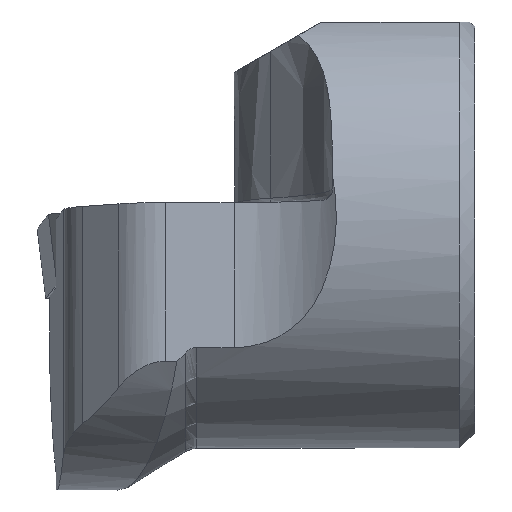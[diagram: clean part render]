
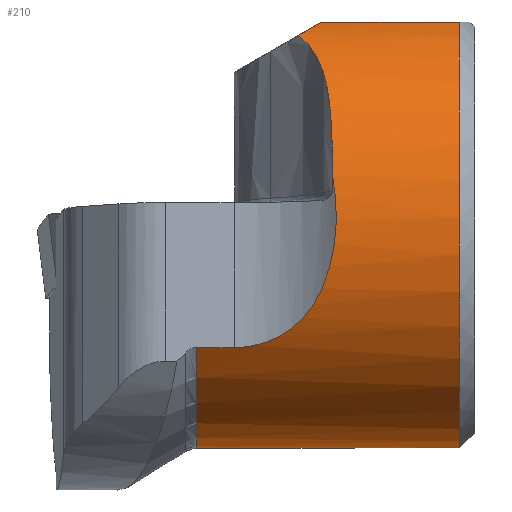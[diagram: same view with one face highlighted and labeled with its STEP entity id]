
A CAD part, front view. The second image highlights one B-rep face of the part: STEP entity #210.
In plain terms, the highlighted cylindrical face has radius 10 mm (diameter 20 mm), a partial arc.
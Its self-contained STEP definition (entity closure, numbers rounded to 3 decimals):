
#41=CYLINDRICAL_SURFACE('',#874,10.);
#58=B_SPLINE_CURVE_WITH_KNOTS('',3,(#1251,#1252,#1253,#1254,#1255,#1256),
 .UNSPECIFIED.,.F.,.F.,(4,2,4),(0.,0.5,1.),.UNSPECIFIED.);
#59=B_SPLINE_CURVE_WITH_KNOTS('',3,(#1258,#1259,#1260,#1261,#1262,#1263,
#1264,#1265),.UNSPECIFIED.,.F.,.F.,(4,2,2,4),(0.,0.5,0.75,1.),
 .UNSPECIFIED.);
#60=B_SPLINE_CURVE_WITH_KNOTS('',3,(#1266,#1267,#1268,#1269,#1270,#1271,
#1272,#1273,#1274,#1275),.UNSPECIFIED.,.F.,.F.,(4,2,2,2,4),(0.,0.25,0.5,
0.75,1.),.UNSPECIFIED.);
#61=B_SPLINE_CURVE_WITH_KNOTS('',3,(#1277,#1278,#1279,#1280,#1281,#1282),
 .UNSPECIFIED.,.F.,.F.,(4,2,4),(0.,0.5,1.),.UNSPECIFIED.);
#84=ELLIPSE('',#872,20.,10.);
#85=ELLIPSE('',#873,20.,10.);
#176=CIRCLE('',#866,10.);
#178=CIRCLE('',#871,10.);
#210=ADVANCED_FACE('',(#273),#41,.T.);
#273=FACE_OUTER_BOUND('',#312,.T.);
#312=EDGE_LOOP('',(#412,#413,#414,#415,#416,#417,#418,#419,#420,#421,#422));
#412=ORIENTED_EDGE('',*,*,#679,.T.);
#413=ORIENTED_EDGE('',*,*,#680,.T.);
#414=ORIENTED_EDGE('',*,*,#681,.T.);
#415=ORIENTED_EDGE('',*,*,#682,.T.);
#416=ORIENTED_EDGE('',*,*,#683,.T.);
#417=ORIENTED_EDGE('',*,*,#684,.T.);
#418=ORIENTED_EDGE('',*,*,#669,.T.);
#419=ORIENTED_EDGE('',*,*,#675,.T.);
#420=ORIENTED_EDGE('',*,*,#685,.T.);
#421=ORIENTED_EDGE('',*,*,#686,.F.);
#422=ORIENTED_EDGE('',*,*,#687,.T.);
#590=VERTEX_POINT('',#1200);
#591=VERTEX_POINT('',#1202);
#595=VERTEX_POINT('',#1221);
#597=VERTEX_POINT('',#1243);
#598=VERTEX_POINT('',#1244);
#599=VERTEX_POINT('',#1246);
#600=VERTEX_POINT('',#1248);
#601=VERTEX_POINT('',#1250);
#602=VERTEX_POINT('',#1257);
#603=VERTEX_POINT('',#1276);
#604=VERTEX_POINT('',#1283);
#669=EDGE_CURVE('',#591,#590,#766,.T.);
#675=EDGE_CURVE('',#590,#595,#176,.T.);
#679=EDGE_CURVE('',#597,#598,#770,.T.);
#680=EDGE_CURVE('',#598,#599,#178,.T.);
#681=EDGE_CURVE('',#599,#600,#771,.T.);
#682=EDGE_CURVE('',#600,#601,#84,.T.);
#683=EDGE_CURVE('',#601,#602,#58,.T.);
#684=EDGE_CURVE('',#602,#591,#59,.T.);
#685=EDGE_CURVE('',#595,#603,#60,.T.);
#686=EDGE_CURVE('',#604,#603,#61,.T.);
#687=EDGE_CURVE('',#604,#597,#85,.T.);
#766=LINE('',#1201,#816);
#770=LINE('',#1242,#820);
#771=LINE('',#1247,#821);
#816=VECTOR('',#983,1.);
#820=VECTOR('',#1001,1.);
#821=VECTOR('',#1004,1.);
#866=AXIS2_PLACEMENT_3D('',#1222,#991,#992);
#871=AXIS2_PLACEMENT_3D('',#1245,#1002,#1003);
#872=AXIS2_PLACEMENT_3D('',#1249,#1005,#1006);
#873=AXIS2_PLACEMENT_3D('',#1284,#1007,#1008);
#874=AXIS2_PLACEMENT_3D('',#1285,#1009,#1010);
#983=DIRECTION('',(-1.,0.,0.));
#991=DIRECTION('',(1.,0.,0.));
#992=DIRECTION('',(0.,0.,-1.));
#1001=DIRECTION('',(1.,0.,0.));
#1002=DIRECTION('',(-1.,0.,0.));
#1003=DIRECTION('',(0.,0.,1.));
#1004=DIRECTION('',(-1.,0.,0.));
#1005=DIRECTION('',(0.5,0.,-0.866));
#1006=DIRECTION('',(-0.866,0.,-0.5));
#1007=DIRECTION('',(0.5,0.,-0.866));
#1008=DIRECTION('',(-0.866,0.,-0.5));
#1009=DIRECTION('',(-1.,0.,0.));
#1010=DIRECTION('',(0.,0.,1.));
#1200=CARTESIAN_POINT('',(7.287,-8.428,-5.382));
#1201=CARTESIAN_POINT('',(0.,-8.428,-5.382));
#1202=CARTESIAN_POINT('',(9.,-8.428,-5.382));
#1221=CARTESIAN_POINT('',(7.287,6.622,-7.494));
#1222=CARTESIAN_POINT('',(7.287,0.,0.));
#1242=CARTESIAN_POINT('',(0.,3.122,9.5));
#1243=CARTESIAN_POINT('',(13.,3.122,9.5));
#1244=CARTESIAN_POINT('',(19.3,3.122,9.5));
#1245=CARTESIAN_POINT('',(19.3,0.,0.));
#1246=CARTESIAN_POINT('',(19.3,-3.122,9.5));
#1247=CARTESIAN_POINT('',(0.,-3.122,9.5));
#1248=CARTESIAN_POINT('',(13.,-3.122,9.5));
#1249=CARTESIAN_POINT('',(-3.454,0.,0.));
#1250=CARTESIAN_POINT('',(11.955,-4.566,8.897));
#1251=CARTESIAN_POINT('',(11.955,-4.566,8.897));
#1252=CARTESIAN_POINT('',(12.705,-5.676,8.327));
#1253=CARTESIAN_POINT('',(13.096,-6.836,7.439));
#1254=CARTESIAN_POINT('',(13.475,-8.654,5.213));
#1255=CARTESIAN_POINT('',(13.49,-9.33,3.883));
#1256=CARTESIAN_POINT('',(13.497,-9.69,2.471));
#1257=CARTESIAN_POINT('',(13.497,-9.69,2.471));
#1258=CARTESIAN_POINT('',(13.497,-9.69,2.471));
#1259=CARTESIAN_POINT('',(13.821,-10.119,0.789));
#1260=CARTESIAN_POINT('',(13.717,-10.075,-1.093));
#1261=CARTESIAN_POINT('',(12.674,-9.416,-3.465));
#1262=CARTESIAN_POINT('',(12.154,-9.112,-4.154));
#1263=CARTESIAN_POINT('',(10.772,-8.612,-5.112));
#1264=CARTESIAN_POINT('',(9.896,-8.428,-5.382));
#1265=CARTESIAN_POINT('',(9.,-8.428,-5.382));
#1266=CARTESIAN_POINT('',(7.287,6.622,-7.494));
#1267=CARTESIAN_POINT('',(8.642,6.296,-7.782));
#1268=CARTESIAN_POINT('',(10.164,6.488,-7.65));
#1269=CARTESIAN_POINT('',(12.503,7.597,-6.55));
#1270=CARTESIAN_POINT('',(13.278,8.429,-5.547));
#1271=CARTESIAN_POINT('',(14.113,9.597,-3.117));
#1272=CARTESIAN_POINT('',(14.242,9.952,-1.722));
#1273=CARTESIAN_POINT('',(14.171,10.039,1.11));
#1274=CARTESIAN_POINT('',(13.969,9.764,2.518));
#1275=CARTESIAN_POINT('',(13.434,9.282,3.722));
#1276=CARTESIAN_POINT('',(13.434,9.282,3.722));
#1277=CARTESIAN_POINT('',(11.429,5.114,8.593));
#1278=CARTESIAN_POINT('',(12.135,5.9,8.126));
#1279=CARTESIAN_POINT('',(12.629,6.753,7.46));
#1280=CARTESIAN_POINT('',(13.243,8.241,5.775));
#1281=CARTESIAN_POINT('',(13.37,8.849,4.801));
#1282=CARTESIAN_POINT('',(13.434,9.282,3.722));
#1283=CARTESIAN_POINT('',(11.429,5.114,8.593));
#1284=CARTESIAN_POINT('',(-3.454,0.,0.));
#1285=CARTESIAN_POINT('',(0.,0.,0.));
